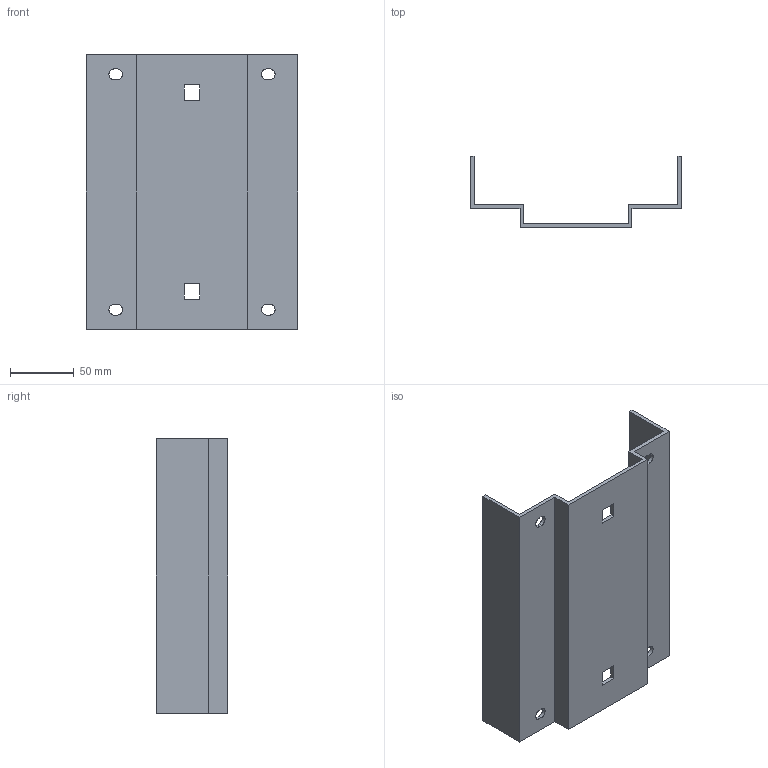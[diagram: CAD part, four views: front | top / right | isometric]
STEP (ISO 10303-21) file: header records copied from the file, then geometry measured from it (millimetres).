
FILE_DESCRIPTION(/* description */ (''),/* implementation_level */ '2;1');
FILE_NAME(/* name */ '6290456',/* time_stamp */ '2015-03-20T11:23:02+01:00',/* author */ (''),/* organization */ (''),/* preprocessor_version */ 'ST-DEVELOPER v15',/* originating_system */ '',/* authorisation */ '');
FILE_SCHEMA (('CONFIG_CONTROL_DESIGN'));
Length unit declared in the file: millimetre
Products named in the file (1): Document
Bounding box: 166 x 56 x 216 mm (x, y, z)
Volume: 174432.3 mm3; surface area: 119885.6 mm2
Topology: 1 solids, 1 shells, 46 faces, 132 edges, 88 vertices
Faces by surface type: plane 34, bspline 12
Entity records: 1608 total; most frequent: CARTESIAN_POINT 660, ORIENTED_EDGE 264, EDGE_CURVE 132, B_SPLINE_CURVE_WITH_KNOTS 108, VERTEX_POINT 88, EDGE_LOOP 58, ADVANCED_FACE 46, FACE_OUTER_BOUND 46
